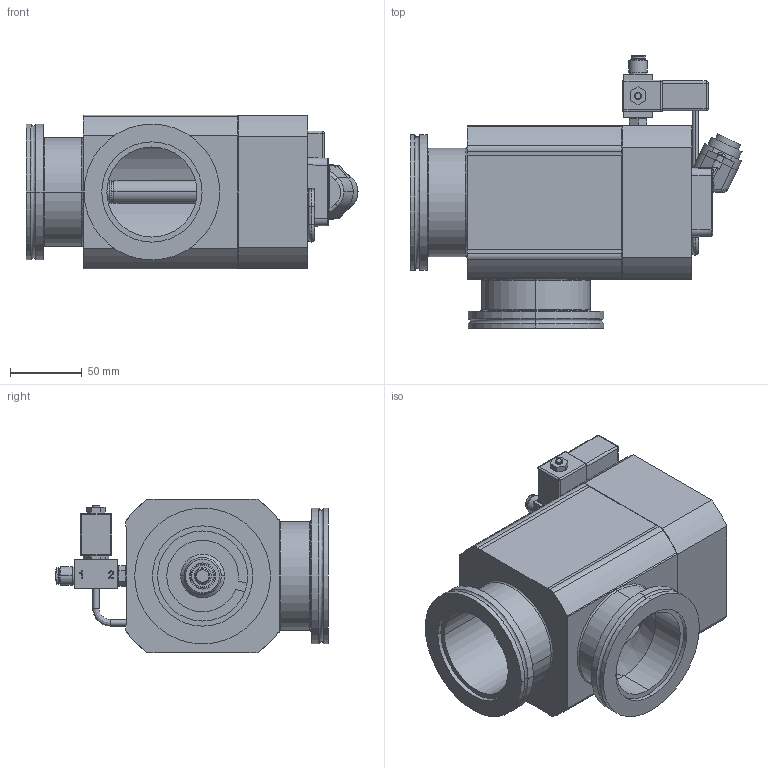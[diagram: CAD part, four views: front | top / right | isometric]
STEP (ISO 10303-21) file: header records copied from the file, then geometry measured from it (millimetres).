
FILE_DESCRIPTION (( 'STEP AP214' ), '1' );
FILE_NAME ('310VEP063-03.step', '2017-07-10T09:52:41', ( 'install' ), ( '' ), 'SwSTEP 2.0', 'SolidWorks 2015', '' );
FILE_SCHEMA (( 'AUTOMOTIVE_DESIGN' ));
Length unit declared in the file: millimetre
Products named in the file (1): 310VEP063-03
Bounding box: 232.04 x 190.8 x 107.6 mm (x, y, z)
Volume: 1020000 mm3; surface area: 271590.2 mm2
Topology: 39 solids, 39 shells, 1986 faces, 4789 edges, 2903 vertices
Faces by surface type: cylinder 703, plane 652, bspline 443, cone 181, torus 7
Entity records: 98330 total; most frequent: CARTESIAN_POINT 33871, ORIENTED_EDGE 9438, DIRECTION 8039, EDGE_CURVE 4719, AXIS2_PLACEMENT_3D 2956, VERTEX_POINT 2903, EDGE_LOOP 2150, VECTOR 2127
